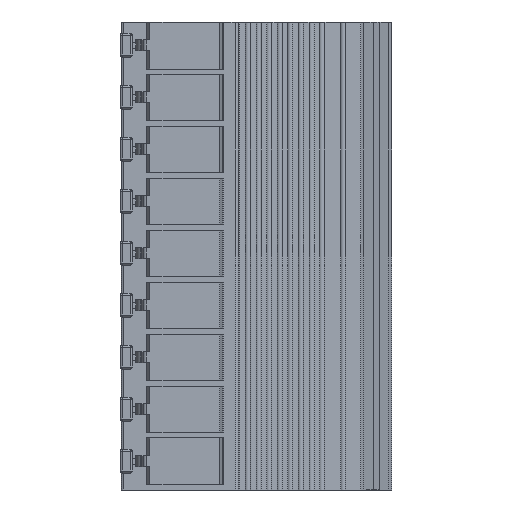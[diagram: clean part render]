
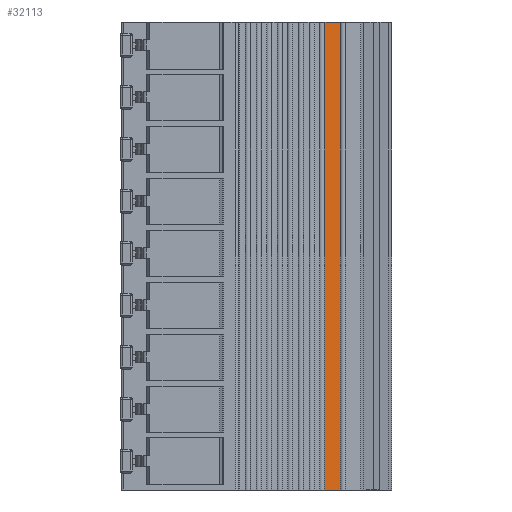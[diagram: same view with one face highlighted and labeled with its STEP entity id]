
A CAD part, front view. The second image highlights one B-rep face of the part: STEP entity #32113.
In plain terms, the highlighted planar face has unit normal (0.707, -0.707, 0).
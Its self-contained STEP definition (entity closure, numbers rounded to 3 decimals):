
#18 = DIRECTION ( 'NONE',  ( 0.707, 0.707, 0. ) ) ;
#617 = DIRECTION ( 'NONE',  ( 0.707, 0.707, 0. ) ) ;
#2245 = LINE ( 'NONE', #3944, #6611 ) ;
#3722 = CARTESIAN_POINT ( 'NONE',  ( 13.913, 25.896, 5.2 ) ) ;
#3944 = CARTESIAN_POINT ( 'NONE',  ( 5.441, 17.424, -41.6 ) ) ;
#4321 = VECTOR ( 'NONE', #617, 1000. ) ;
#5762 = PLANE ( 'NONE',  #19856 ) ;
#6356 = CARTESIAN_POINT ( 'NONE',  ( 15.61, 27.593, 5.2 ) ) ;
#6514 = VERTEX_POINT ( 'NONE', #30966 ) ;
#6611 = VECTOR ( 'NONE', #26443, 1000. ) ;
#6631 = VERTEX_POINT ( 'NONE', #3722 ) ;
#8193 = DIRECTION ( 'NONE',  ( 0.707, -0.707, 0. ) ) ;
#8783 = DIRECTION ( 'NONE',  ( 0., 0., 1. ) ) ;
#9411 = EDGE_LOOP ( 'NONE', ( #16498, #30948, #33195, #22715 ) ) ;
#10360 = EDGE_CURVE ( 'NONE', #6631, #19808, #22614, .T. ) ;
#13629 = CARTESIAN_POINT ( 'NONE',  ( 5.441, 17.424, 0. ) ) ;
#14905 = EDGE_CURVE ( 'NONE', #6631, #22697, #21856, .T. ) ;
#16467 = EDGE_CURVE ( 'NONE', #6514, #19808, #30276, .T. ) ;
#16498 = ORIENTED_EDGE ( 'NONE', *, *, #16467, .T. ) ;
#17069 = CARTESIAN_POINT ( 'NONE',  ( 15.61, 27.593, 0. ) ) ;
#18322 = CARTESIAN_POINT ( 'NONE',  ( 13.913, 25.896, 0. ) ) ;
#19808 = VERTEX_POINT ( 'NONE', #6356 ) ;
#19856 = AXIS2_PLACEMENT_3D ( 'NONE', #13629, #8193, #18 ) ;
#20003 = CARTESIAN_POINT ( 'NONE',  ( 13.913, 25.896, 5.2 ) ) ;
#21295 = FACE_OUTER_BOUND ( 'NONE', #9411, .T. ) ;
#21856 = LINE ( 'NONE', #18322, #33106 ) ;
#22614 = LINE ( 'NONE', #20003, #4321 ) ;
#22697 = VERTEX_POINT ( 'NONE', #30877 ) ;
#22715 = ORIENTED_EDGE ( 'NONE', *, *, #26938, .T. ) ;
#25487 = VECTOR ( 'NONE', #8783, 1000. ) ;
#26443 = DIRECTION ( 'NONE',  ( 0.707, 0.707, 0. ) ) ;
#26594 = DIRECTION ( 'NONE',  ( 0., 0., -1. ) ) ;
#26938 = EDGE_CURVE ( 'NONE', #22697, #6514, #2245, .T. ) ;
#30276 = LINE ( 'NONE', #17069, #25487 ) ;
#30877 = CARTESIAN_POINT ( 'NONE',  ( 13.913, 25.896, -41.6 ) ) ;
#30948 = ORIENTED_EDGE ( 'NONE', *, *, #10360, .F. ) ;
#30966 = CARTESIAN_POINT ( 'NONE',  ( 15.61, 27.593, -41.6 ) ) ;
#32113 = ADVANCED_FACE ( 'NONE', ( #21295 ), #5762, .T. ) ;
#33106 = VECTOR ( 'NONE', #26594, 1000. ) ;
#33195 = ORIENTED_EDGE ( 'NONE', *, *, #14905, .T. ) ;
